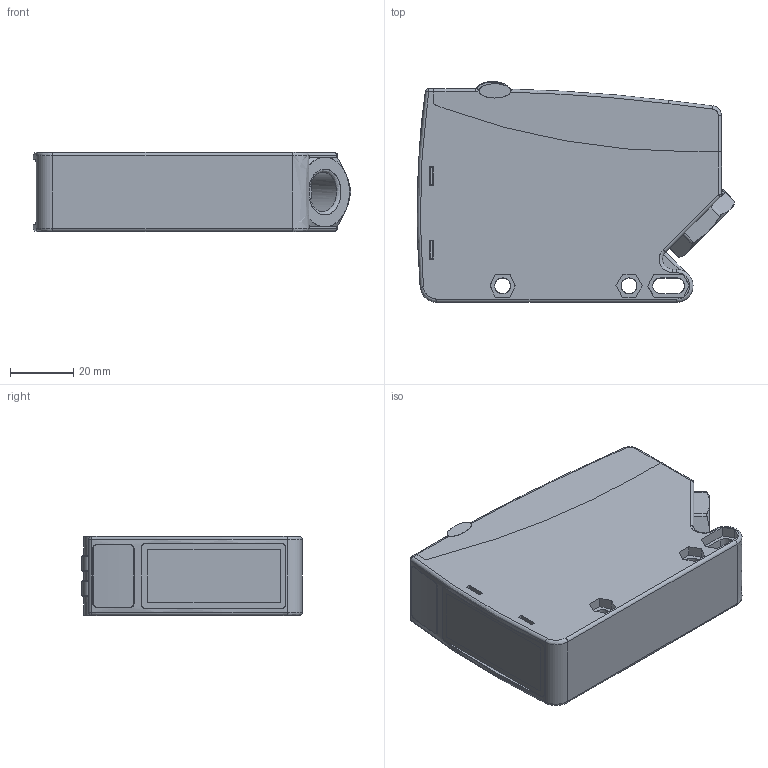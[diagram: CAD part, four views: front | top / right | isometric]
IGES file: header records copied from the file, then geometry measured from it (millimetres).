
Global section: file name: DSD_0518.igs; native system: NX V7.5; preprocessor: SIEMENS PLM Software NX 7.5; date: 20120613.151813; units: millimetre
Bounding box: 100.4 x 69.75 x 25 mm (x, y, z)
Surface area: 23904.8 mm2 (no closed solid volume)
Topology: 0 solids, 0 shells, 237 faces, 2501 edges, 3365 vertices
Faces by surface type: bspline 237
